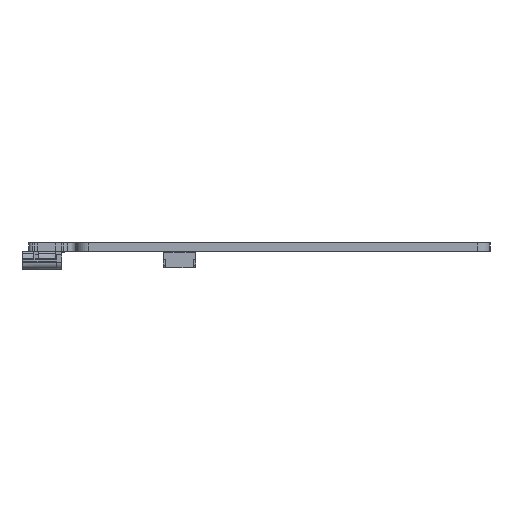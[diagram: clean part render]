
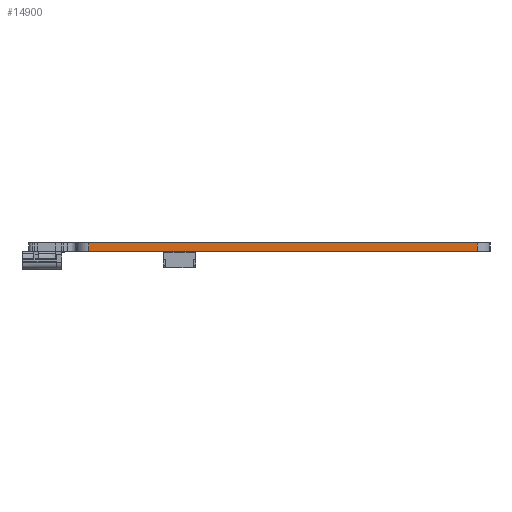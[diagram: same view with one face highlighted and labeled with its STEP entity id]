
A CAD part, left-side view. The second image highlights one B-rep face of the part: STEP entity #14900.
In plain terms, the highlighted planar face has unit normal (-1, 0, 0).
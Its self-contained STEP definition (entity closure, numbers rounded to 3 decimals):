
#14900 = ADVANCED_FACE('',(#14901),#14915,.T.);
#14901 = FACE_BOUND('',#14902,.T.);
#14902 = EDGE_LOOP('',(#14903,#14938,#14966,#14994));
#14903 = ORIENTED_EDGE('',*,*,#14904,.T.);
#14904 = EDGE_CURVE('',#14905,#14907,#14909,.T.);
#14905 = VERTEX_POINT('',#14906);
#14906 = CARTESIAN_POINT('',(31.75,-105.569,0.));
#14907 = VERTEX_POINT('',#14908);
#14908 = CARTESIAN_POINT('',(31.75,-105.569,1.6));
#14909 = SURFACE_CURVE('',#14910,(#14914,#14926),.PCURVE_S1.);
#14910 = LINE('',#14911,#14912);
#14911 = CARTESIAN_POINT('',(31.75,-105.569,0.));
#14912 = VECTOR('',#14913,1.);
#14913 = DIRECTION('',(0.,0.,1.));
#14914 = PCURVE('',#14915,#14920);
#14915 = PLANE('',#14916);
#14916 = AXIS2_PLACEMENT_3D('',#14917,#14918,#14919);
#14917 = CARTESIAN_POINT('',(31.75,-105.569,0.));
#14918 = DIRECTION('',(-1.,0.,0.));
#14919 = DIRECTION('',(0.,1.,0.));
#14920 = DEFINITIONAL_REPRESENTATION('',(#14921),#14925);
#14921 = LINE('',#14922,#14923);
#14922 = CARTESIAN_POINT('',(0.,0.));
#14923 = VECTOR('',#14924,1.);
#14924 = DIRECTION('',(0.,-1.));
#14925 = ( GEOMETRIC_REPRESENTATION_CONTEXT(2) 
PARAMETRIC_REPRESENTATION_CONTEXT() REPRESENTATION_CONTEXT('2D SPACE',''
  ) );
#14926 = PCURVE('',#14927,#14932);
#14927 = CYLINDRICAL_SURFACE('',#14928,2.381);
#14928 = AXIS2_PLACEMENT_3D('',#14929,#14930,#14931);
#14929 = CARTESIAN_POINT('',(34.131,-105.569,0.));
#14930 = DIRECTION('',(-0.,-0.,-1.));
#14931 = DIRECTION('',(1.,0.,-0.));
#14932 = DEFINITIONAL_REPRESENTATION('',(#14933),#14937);
#14933 = LINE('',#14934,#14935);
#14934 = CARTESIAN_POINT('',(-3.141,0.));
#14935 = VECTOR('',#14936,1.);
#14936 = DIRECTION('',(-0.,-1.));
#14937 = ( GEOMETRIC_REPRESENTATION_CONTEXT(2) 
PARAMETRIC_REPRESENTATION_CONTEXT() REPRESENTATION_CONTEXT('2D SPACE',''
  ) );
#14938 = ORIENTED_EDGE('',*,*,#14939,.T.);
#14939 = EDGE_CURVE('',#14907,#14940,#14942,.T.);
#14940 = VERTEX_POINT('',#14941);
#14941 = CARTESIAN_POINT('',(31.75,-34.131,1.6));
#14942 = SURFACE_CURVE('',#14943,(#14947,#14954),.PCURVE_S1.);
#14943 = LINE('',#14944,#14945);
#14944 = CARTESIAN_POINT('',(31.75,-105.569,1.6));
#14945 = VECTOR('',#14946,1.);
#14946 = DIRECTION('',(0.,1.,0.));
#14947 = PCURVE('',#14915,#14948);
#14948 = DEFINITIONAL_REPRESENTATION('',(#14949),#14953);
#14949 = LINE('',#14950,#14951);
#14950 = CARTESIAN_POINT('',(0.,-1.6));
#14951 = VECTOR('',#14952,1.);
#14952 = DIRECTION('',(1.,0.));
#14953 = ( GEOMETRIC_REPRESENTATION_CONTEXT(2) 
PARAMETRIC_REPRESENTATION_CONTEXT() REPRESENTATION_CONTEXT('2D SPACE',''
  ) );
#14954 = PCURVE('',#14955,#14960);
#14955 = PLANE('',#14956);
#14956 = AXIS2_PLACEMENT_3D('',#14957,#14958,#14959);
#14957 = CARTESIAN_POINT('',(155.498,-68.473,1.6));
#14958 = DIRECTION('',(-0.,-0.,-1.));
#14959 = DIRECTION('',(-1.,0.,0.));
#14960 = DEFINITIONAL_REPRESENTATION('',(#14961),#14965);
#14961 = LINE('',#14962,#14963);
#14962 = CARTESIAN_POINT('',(123.748,-37.096));
#14963 = VECTOR('',#14964,1.);
#14964 = DIRECTION('',(0.,1.));
#14965 = ( GEOMETRIC_REPRESENTATION_CONTEXT(2) 
PARAMETRIC_REPRESENTATION_CONTEXT() REPRESENTATION_CONTEXT('2D SPACE',''
  ) );
#14966 = ORIENTED_EDGE('',*,*,#14967,.F.);
#14967 = EDGE_CURVE('',#14968,#14940,#14970,.T.);
#14968 = VERTEX_POINT('',#14969);
#14969 = CARTESIAN_POINT('',(31.75,-34.131,0.));
#14970 = SURFACE_CURVE('',#14971,(#14975,#14982),.PCURVE_S1.);
#14971 = LINE('',#14972,#14973);
#14972 = CARTESIAN_POINT('',(31.75,-34.131,0.));
#14973 = VECTOR('',#14974,1.);
#14974 = DIRECTION('',(0.,0.,1.));
#14975 = PCURVE('',#14915,#14976);
#14976 = DEFINITIONAL_REPRESENTATION('',(#14977),#14981);
#14977 = LINE('',#14978,#14979);
#14978 = CARTESIAN_POINT('',(71.438,0.));
#14979 = VECTOR('',#14980,1.);
#14980 = DIRECTION('',(0.,-1.));
#14981 = ( GEOMETRIC_REPRESENTATION_CONTEXT(2) 
PARAMETRIC_REPRESENTATION_CONTEXT() REPRESENTATION_CONTEXT('2D SPACE',''
  ) );
#14982 = PCURVE('',#14983,#14988);
#14983 = CYLINDRICAL_SURFACE('',#14984,2.381);
#14984 = AXIS2_PLACEMENT_3D('',#14985,#14986,#14987);
#14985 = CARTESIAN_POINT('',(34.131,-34.131,0.));
#14986 = DIRECTION('',(-0.,-0.,-1.));
#14987 = DIRECTION('',(1.,0.,-0.));
#14988 = DEFINITIONAL_REPRESENTATION('',(#14989),#14993);
#14989 = LINE('',#14990,#14991);
#14990 = CARTESIAN_POINT('',(-3.142,0.));
#14991 = VECTOR('',#14992,1.);
#14992 = DIRECTION('',(-0.,-1.));
#14993 = ( GEOMETRIC_REPRESENTATION_CONTEXT(2) 
PARAMETRIC_REPRESENTATION_CONTEXT() REPRESENTATION_CONTEXT('2D SPACE',''
  ) );
#14994 = ORIENTED_EDGE('',*,*,#14995,.F.);
#14995 = EDGE_CURVE('',#14905,#14968,#14996,.T.);
#14996 = SURFACE_CURVE('',#14997,(#15001,#15008),.PCURVE_S1.);
#14997 = LINE('',#14998,#14999);
#14998 = CARTESIAN_POINT('',(31.75,-105.569,0.));
#14999 = VECTOR('',#15000,1.);
#15000 = DIRECTION('',(0.,1.,0.));
#15001 = PCURVE('',#14915,#15002);
#15002 = DEFINITIONAL_REPRESENTATION('',(#15003),#15007);
#15003 = LINE('',#15004,#15005);
#15004 = CARTESIAN_POINT('',(0.,0.));
#15005 = VECTOR('',#15006,1.);
#15006 = DIRECTION('',(1.,0.));
#15007 = ( GEOMETRIC_REPRESENTATION_CONTEXT(2) 
PARAMETRIC_REPRESENTATION_CONTEXT() REPRESENTATION_CONTEXT('2D SPACE',''
  ) );
#15008 = PCURVE('',#15009,#15014);
#15009 = PLANE('',#15010);
#15010 = AXIS2_PLACEMENT_3D('',#15011,#15012,#15013);
#15011 = CARTESIAN_POINT('',(155.498,-68.473,0.));
#15012 = DIRECTION('',(-0.,-0.,-1.));
#15013 = DIRECTION('',(-1.,0.,0.));
#15014 = DEFINITIONAL_REPRESENTATION('',(#15015),#15019);
#15015 = LINE('',#15016,#15017);
#15016 = CARTESIAN_POINT('',(123.748,-37.096));
#15017 = VECTOR('',#15018,1.);
#15018 = DIRECTION('',(0.,1.));
#15019 = ( GEOMETRIC_REPRESENTATION_CONTEXT(2) 
PARAMETRIC_REPRESENTATION_CONTEXT() REPRESENTATION_CONTEXT('2D SPACE',''
  ) );
